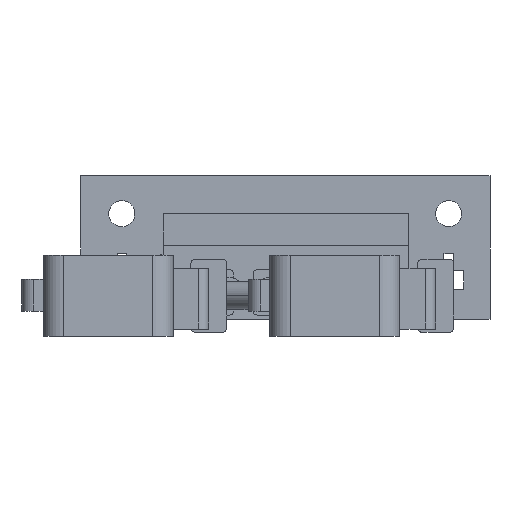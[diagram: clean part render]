
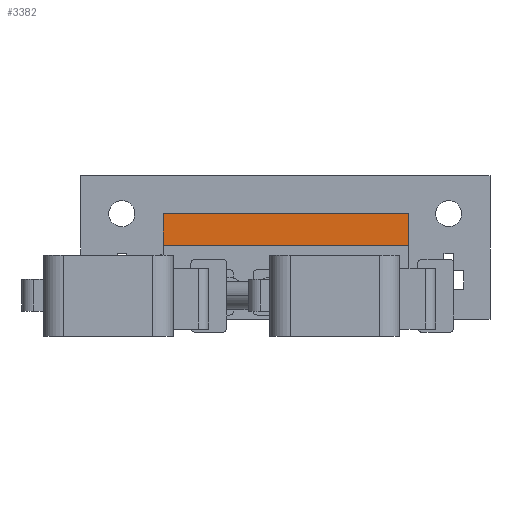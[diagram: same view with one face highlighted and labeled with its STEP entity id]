
A CAD part, left-side view. The second image highlights one B-rep face of the part: STEP entity #3382.
In plain terms, the highlighted planar face has unit normal (-1, 0, 0).
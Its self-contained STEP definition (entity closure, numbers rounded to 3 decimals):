
#3382=ADVANCED_FACE('',(#8840),#8841,.F.);
#7168=VERTEX_POINT('',#12642);
#7170=VERTEX_POINT('',#12644);
#7172=EDGE_CURVE('',#7168,#7170,#12646,.T.);
#7224=VERTEX_POINT('',#12698);
#7226=EDGE_CURVE('',#7224,#7168,#12700,.T.);
#7386=VERTEX_POINT('',#12860);
#7388=EDGE_CURVE('',#7170,#7386,#12862,.T.);
#7390=EDGE_CURVE('',#7386,#7224,#12864,.T.);
#8840=FACE_OUTER_BOUND('',#14304,.T.);
#8841=PLANE('',#14305);
#12642=CARTESIAN_POINT('',(270.62,40.233,11.213));
#12644=CARTESIAN_POINT('',(270.62,10.059,11.213));
#12646=LINE('',#20100,#20101);
#12698=CARTESIAN_POINT('',(270.62,40.233,15.093));
#12700=LINE('',#20186,#20187);
#12860=CARTESIAN_POINT('',(270.62,10.059,15.093));
#12862=LINE('',#20454,#20455);
#12864=LINE('',#20458,#20459);
#14304=EDGE_LOOP('',(#24657,#24658,#24659,#24660));
#14305=AXIS2_PLACEMENT_3D('',#24661,#24662,#24663);
#20100=CARTESIAN_POINT('',(270.62,25.146,11.213));
#20101=VECTOR('',#26647,1.0);
#20186=CARTESIAN_POINT('',(270.62,40.233,8.593));
#20187=VECTOR('',#26663,1.0);
#20454=CARTESIAN_POINT('',(270.62,10.059,8.593));
#20455=VECTOR('',#26731,1.0);
#20458=CARTESIAN_POINT('',(270.62,25.146,15.093));
#20459=VECTOR('',#26732,1.0);
#24657=ORIENTED_EDGE('',*,*,#7172,.T.);
#24658=ORIENTED_EDGE('',*,*,#7388,.T.);
#24659=ORIENTED_EDGE('',*,*,#7390,.T.);
#24660=ORIENTED_EDGE('',*,*,#7226,.T.);
#24661=CARTESIAN_POINT('',(270.62,25.146,8.593));
#24662=DIRECTION('',(1.0,0.0,0.0));
#24663=DIRECTION('',(0.0,0.0,-1.0));
#26647=DIRECTION('',(0.0,-1.0,0.0));
#26663=DIRECTION('',(0.0,0.0,-1.0));
#26731=DIRECTION('',(0.0,0.0,1.0));
#26732=DIRECTION('',(0.0,1.0,0.0));
